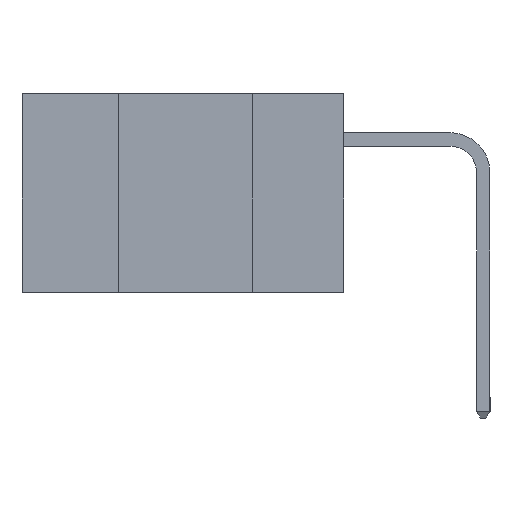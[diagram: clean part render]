
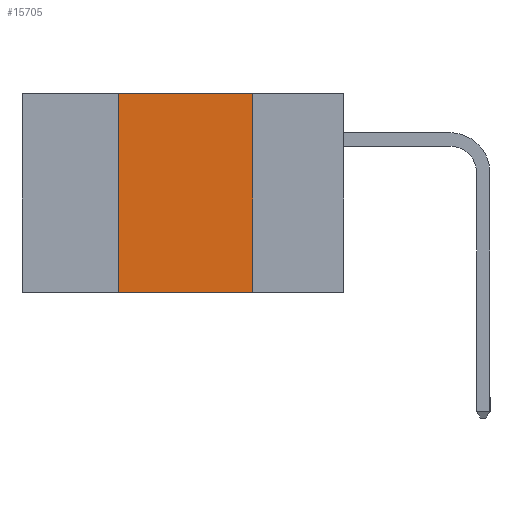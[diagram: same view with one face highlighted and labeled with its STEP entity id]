
A CAD part, left-side view. The second image highlights one B-rep face of the part: STEP entity #15705.
In plain terms, the highlighted planar face has unit normal (-1, 0, 0).
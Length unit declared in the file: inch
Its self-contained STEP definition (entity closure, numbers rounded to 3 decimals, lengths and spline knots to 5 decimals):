
#353 = CARTESIAN_POINT ( 'NONE',  ( 0., 0.6, 0. ) ) ;
#640 = PLANE ( 'NONE',  #4504 ) ;
#726 = VECTOR ( 'NONE', #13783, 39.37008 ) ;
#2278 = DIRECTION ( 'NONE',  ( 1., 0., 0. ) ) ;
#2661 = DIRECTION ( 'NONE',  ( 0., 0., -1. ) ) ;
#4242 = VERTEX_POINT ( 'NONE', #10003 ) ;
#4504 = AXIS2_PLACEMENT_3D ( 'NONE', #15105, #2278, #13598 ) ;
#4656 = VECTOR ( 'NONE', #2661, 39.37008 ) ;
#5687 = ORIENTED_EDGE ( 'NONE', *, *, #7738, .F. ) ;
#5769 = CARTESIAN_POINT ( 'NONE',  ( 0., 0.42, -0.37 ) ) ;
#6353 = CARTESIAN_POINT ( 'NONE',  ( 0., 0.42, -0.37 ) ) ;
#7503 = DIRECTION ( 'NONE',  ( 0., -1., 0. ) ) ;
#7738 = EDGE_CURVE ( 'NONE', #18708, #15374, #9932, .T. ) ;
#8211 = LINE ( 'NONE', #19963, #16142 ) ;
#8369 = EDGE_CURVE ( 'NONE', #14446, #4242, #17389, .T. ) ;
#9902 = LINE ( 'NONE', #353, #13605 ) ;
#9932 = LINE ( 'NONE', #5769, #726 ) ;
#10003 = CARTESIAN_POINT ( 'NONE',  ( 0., 0.17, -0.37 ) ) ;
#10161 = EDGE_CURVE ( 'NONE', #18708, #4242, #8211, .T. ) ;
#11790 = EDGE_CURVE ( 'NONE', #15374, #14446, #9902, .T. ) ;
#12325 = EDGE_LOOP ( 'NONE', ( #12752, #13749, #5687, #14740 ) ) ;
#12752 = ORIENTED_EDGE ( 'NONE', *, *, #8369, .F. ) ;
#13598 = DIRECTION ( 'NONE',  ( 0., 0., -1. ) ) ;
#13605 = VECTOR ( 'NONE', #18000, 39.37008 ) ;
#13749 = ORIENTED_EDGE ( 'NONE', *, *, #11790, .F. ) ;
#13783 = DIRECTION ( 'NONE',  ( 0., 0., 1. ) ) ;
#13985 = CARTESIAN_POINT ( 'NONE',  ( 0., 0.17, -0.37 ) ) ;
#14370 = FACE_OUTER_BOUND ( 'NONE', #12325, .T. ) ;
#14446 = VERTEX_POINT ( 'NONE', #15403 ) ;
#14740 = ORIENTED_EDGE ( 'NONE', *, *, #10161, .T. ) ;
#15105 = CARTESIAN_POINT ( 'NONE',  ( 0., 0.6, 0. ) ) ;
#15374 = VERTEX_POINT ( 'NONE', #15945 ) ;
#15403 = CARTESIAN_POINT ( 'NONE',  ( 0., 0.17, 0. ) ) ;
#15705 = ADVANCED_FACE ( 'NONE', ( #14370 ), #640, .F. ) ;
#15945 = CARTESIAN_POINT ( 'NONE',  ( 0., 0.42, 0. ) ) ;
#16142 = VECTOR ( 'NONE', #7503, 39.37008 ) ;
#17389 = LINE ( 'NONE', #13985, #4656 ) ;
#18000 = DIRECTION ( 'NONE',  ( 0., -1., 0. ) ) ;
#18708 = VERTEX_POINT ( 'NONE', #6353 ) ;
#19963 = CARTESIAN_POINT ( 'NONE',  ( 0., 0.6, -0.37 ) ) ;
